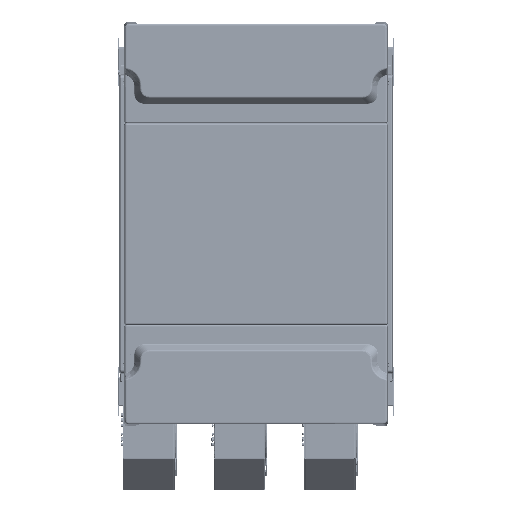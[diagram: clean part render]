
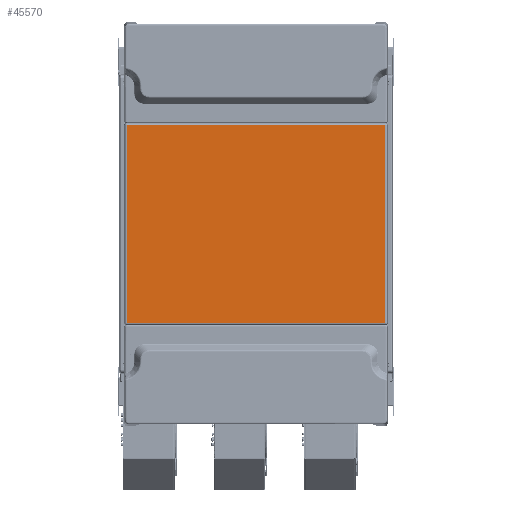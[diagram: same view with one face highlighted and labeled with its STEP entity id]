
A CAD part, top view. The second image highlights one B-rep face of the part: STEP entity #45570.
In plain terms, the highlighted planar face has unit normal (0, 0, 1).
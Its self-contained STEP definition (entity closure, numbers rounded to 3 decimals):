
#8997=FACE_OUTER_BOUND('',#59450,.T.);
#16893=LINE('',#193604,#24868);
#16894=LINE('',#193607,#24869);
#16895=LINE('',#193609,#24870);
#16896=LINE('',#193611,#24871);
#24868=VECTOR('',#146532,1.);
#24869=VECTOR('',#146533,1.);
#24870=VECTOR('',#146534,1.);
#24871=VECTOR('',#146535,1.);
#45570=ADVANCED_FACE('',(#8997),#48911,.T.);
#48911=PLANE('',#121408);
#59450=EDGE_LOOP('',(#85450,#85451,#85452,#85453));
#85450=ORIENTED_EDGE('',*,*,#108778,.T.);
#85451=ORIENTED_EDGE('',*,*,#108779,.T.);
#85452=ORIENTED_EDGE('',*,*,#108780,.T.);
#85453=ORIENTED_EDGE('',*,*,#108781,.T.);
#95499=VERTEX_POINT('',#193605);
#95500=VERTEX_POINT('',#193606);
#95501=VERTEX_POINT('',#193608);
#95502=VERTEX_POINT('',#193610);
#108778=EDGE_CURVE('',#95499,#95500,#16893,.T.);
#108779=EDGE_CURVE('',#95500,#95501,#16894,.T.);
#108780=EDGE_CURVE('',#95501,#95502,#16895,.T.);
#108781=EDGE_CURVE('',#95502,#95499,#16896,.T.);
#121408=AXIS2_PLACEMENT_3D('',#193612,#146536,#146537);
#146532=DIRECTION('',(0.,1.,0.));
#146533=DIRECTION('',(-1.,0.,0.));
#146534=DIRECTION('',(0.,-1.,0.));
#146535=DIRECTION('',(1.,0.,0.));
#146536=DIRECTION('',(0.,0.,1.));
#146537=DIRECTION('',(1.,0.,0.));
#193604=CARTESIAN_POINT('',(609.977,-254.947,413.996));
#193605=CARTESIAN_POINT('',(609.977,-254.947,413.996));
#193606=CARTESIAN_POINT('',(609.977,255.053,413.996));
#193607=CARTESIAN_POINT('',(-97.858,255.053,413.996));
#193608=CARTESIAN_POINT('',(-57.493,255.053,413.996));
#193609=CARTESIAN_POINT('',(-57.493,-286.047,413.996));
#193610=CARTESIAN_POINT('',(-57.493,-254.947,413.996));
#193611=CARTESIAN_POINT('',(-97.858,-254.947,413.996));
#193612=CARTESIAN_POINT('',(-97.858,-286.047,413.996));
